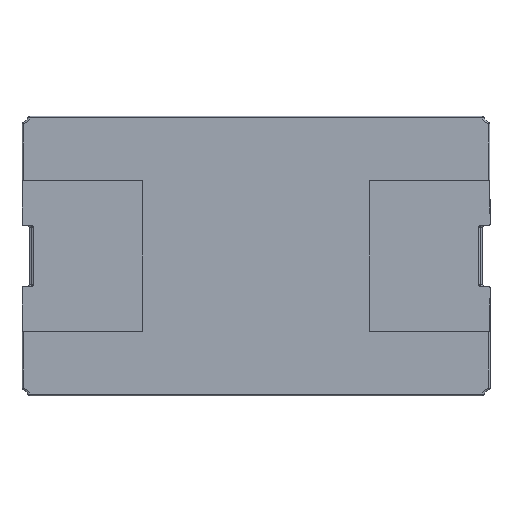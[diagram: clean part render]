
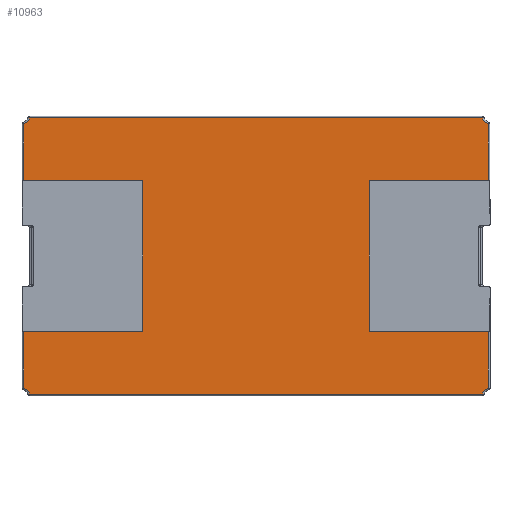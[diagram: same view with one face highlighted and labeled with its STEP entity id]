
A CAD part, front view. The second image highlights one B-rep face of the part: STEP entity #10963.
In plain terms, the highlighted planar face has unit normal (0, -1, 0).
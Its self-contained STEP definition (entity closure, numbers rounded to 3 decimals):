
#191 = CARTESIAN_POINT ( 'NONE',  ( -3.08, 0.05, -1. ) ) ;
#208 = CARTESIAN_POINT ( 'NONE',  ( -3.08, 0.05, -1.752 ) ) ;
#237 = EDGE_CURVE ( 'NONE', #9753, #7719, #951, .T. ) ;
#250 = ORIENTED_EDGE ( 'NONE', *, *, #834, .T. ) ;
#280 = ORIENTED_EDGE ( 'NONE', *, *, #7532, .T. ) ;
#386 = CARTESIAN_POINT ( 'NONE',  ( -3.1, 0.05, -1.85 ) ) ;
#406 = LINE ( 'NONE', #6617, #10960 ) ;
#548 = ORIENTED_EDGE ( 'NONE', *, *, #9447, .T. ) ;
#628 = ORIENTED_EDGE ( 'NONE', *, *, #2509, .T. ) ;
#656 = ORIENTED_EDGE ( 'NONE', *, *, #7551, .T. ) ;
#667 = CARTESIAN_POINT ( 'NONE',  ( 3.002, 0.05, -1.83 ) ) ;
#834 = EDGE_CURVE ( 'NONE', #6983, #9753, #9294, .T. ) ;
#874 = EDGE_CURVE ( 'NONE', #1267, #7463, #1568, .T. ) ;
#951 = CIRCLE ( 'NONE', #2399, 0.1 ) ;
#1104 = VECTOR ( 'NONE', #6940, 1000. ) ;
#1105 = CARTESIAN_POINT ( 'NONE',  ( 3.1, 0.05, -1.85 ) ) ;
#1116 = VERTEX_POINT ( 'NONE', #2424 ) ;
#1120 = DIRECTION ( 'NONE',  ( 0., 0., -1. ) ) ;
#1267 = VERTEX_POINT ( 'NONE', #2515 ) ;
#1282 = DIRECTION ( 'NONE',  ( 0., 0., 1. ) ) ;
#1424 = DIRECTION ( 'NONE',  ( 0., 0., 1. ) ) ;
#1499 = DIRECTION ( 'NONE',  ( -1., 0., 0. ) ) ;
#1568 = LINE ( 'NONE', #9356, #7052 ) ;
#1573 = EDGE_CURVE ( 'NONE', #9405, #13053, #12721, .T. ) ;
#1647 = CARTESIAN_POINT ( 'NONE',  ( 3.08, 0.05, 1. ) ) ;
#1743 = FACE_OUTER_BOUND ( 'NONE', #9024, .T. ) ;
#1762 = CARTESIAN_POINT ( 'NONE',  ( 3.08, 0.05, 1.77 ) ) ;
#1781 = CARTESIAN_POINT ( 'NONE',  ( -3.1, 0.05, 1.85 ) ) ;
#1922 = DIRECTION ( 'NONE',  ( 0., 1., 0. ) ) ;
#2060 = ORIENTED_EDGE ( 'NONE', *, *, #7522, .T. ) ;
#2106 = DIRECTION ( 'NONE',  ( 0., 0., 1. ) ) ;
#2365 = VERTEX_POINT ( 'NONE', #3091 ) ;
#2399 = AXIS2_PLACEMENT_3D ( 'NONE', #8080, #1922, #9097 ) ;
#2424 = CARTESIAN_POINT ( 'NONE',  ( 3.08, 0.05, -1.752 ) ) ;
#2438 = CARTESIAN_POINT ( 'NONE',  ( -3.1, 0.05, -1.85 ) ) ;
#2509 = EDGE_CURVE ( 'NONE', #4821, #1116, #4097, .T. ) ;
#2515 = CARTESIAN_POINT ( 'NONE',  ( -3.08, 0.05, 1. ) ) ;
#2517 = CARTESIAN_POINT ( 'NONE',  ( 3.02, 0.05, -1.83 ) ) ;
#2717 = ORIENTED_EDGE ( 'NONE', *, *, #237, .T. ) ;
#2788 = CARTESIAN_POINT ( 'NONE',  ( 3.002, 0.05, 1.83 ) ) ;
#2802 = VECTOR ( 'NONE', #12699, 1000. ) ;
#2808 = DIRECTION ( 'NONE',  ( 0., 0., 1. ) ) ;
#2820 = EDGE_CURVE ( 'NONE', #7463, #4037, #6644, .T. ) ;
#2939 = LINE ( 'NONE', #9957, #8415 ) ;
#3069 = VECTOR ( 'NONE', #9706, 1000. ) ;
#3081 = EDGE_CURVE ( 'NONE', #12547, #5028, #3242, .T. ) ;
#3091 = CARTESIAN_POINT ( 'NONE',  ( -3.08, 0.05, 1.752 ) ) ;
#3127 = LINE ( 'NONE', #5579, #7949 ) ;
#3242 = LINE ( 'NONE', #4554, #8397 ) ;
#3434 = CARTESIAN_POINT ( 'NONE',  ( 1.5, 0.05, 1. ) ) ;
#3483 = DIRECTION ( 'NONE',  ( 0., 0., 1. ) ) ;
#3512 = CARTESIAN_POINT ( 'NONE',  ( -3.002, 0.05, -1.83 ) ) ;
#3630 = VECTOR ( 'NONE', #8485, 1000. ) ;
#3651 = CARTESIAN_POINT ( 'NONE',  ( -3.002, 0.05, 1.83 ) ) ;
#3726 = AXIS2_PLACEMENT_3D ( 'NONE', #1781, #8953, #2808 ) ;
#3912 = VECTOR ( 'NONE', #1120, 1000. ) ;
#3978 = LINE ( 'NONE', #4078, #3630 ) ;
#4036 = LINE ( 'NONE', #9435, #11838 ) ;
#4037 = VERTEX_POINT ( 'NONE', #7378 ) ;
#4078 = CARTESIAN_POINT ( 'NONE',  ( -1.5, 0.05, -1. ) ) ;
#4097 = CIRCLE ( 'NONE', #5572, 0.1 ) ;
#4475 = PLANE ( 'NONE',  #5356 ) ;
#4554 = CARTESIAN_POINT ( 'NONE',  ( -3.08, 0.05, -1.85 ) ) ;
#4557 = VERTEX_POINT ( 'NONE', #3434 ) ;
#4821 = VERTEX_POINT ( 'NONE', #667 ) ;
#5028 = VERTEX_POINT ( 'NONE', #208 ) ;
#5105 = CIRCLE ( 'NONE', #3726, 0.1 ) ;
#5152 = ORIENTED_EDGE ( 'NONE', *, *, #2820, .T. ) ;
#5269 = DIRECTION ( 'NONE',  ( 1., 0., 0. ) ) ;
#5356 = AXIS2_PLACEMENT_3D ( 'NONE', #2438, #9623, #3483 ) ;
#5442 = EDGE_CURVE ( 'NONE', #13053, #4557, #2939, .T. ) ;
#5535 = LINE ( 'NONE', #7473, #2802 ) ;
#5572 = AXIS2_PLACEMENT_3D ( 'NONE', #1105, #8285, #2106 ) ;
#5579 = CARTESIAN_POINT ( 'NONE',  ( -3.08, 0.05, -1.85 ) ) ;
#5706 = ORIENTED_EDGE ( 'NONE', *, *, #1573, .T. ) ;
#5850 = DIRECTION ( 'NONE',  ( 0., 0., 1. ) ) ;
#5870 = ORIENTED_EDGE ( 'NONE', *, *, #3081, .T. ) ;
#6306 = ORIENTED_EDGE ( 'NONE', *, *, #5442, .T. ) ;
#6318 = VERTEX_POINT ( 'NONE', #3512 ) ;
#6360 = ORIENTED_EDGE ( 'NONE', *, *, #11061, .T. ) ;
#6465 = CARTESIAN_POINT ( 'NONE',  ( 1.5, 0.05, -1. ) ) ;
#6617 = CARTESIAN_POINT ( 'NONE',  ( -3.02, 0.05, 1.83 ) ) ;
#6644 = LINE ( 'NONE', #9278, #3912 ) ;
#6940 = DIRECTION ( 'NONE',  ( 0., 0., 1. ) ) ;
#6983 = VERTEX_POINT ( 'NONE', #1647 ) ;
#7007 = CARTESIAN_POINT ( 'NONE',  ( 3.08, 0.05, -1. ) ) ;
#7052 = VECTOR ( 'NONE', #5269, 1000. ) ;
#7378 = CARTESIAN_POINT ( 'NONE',  ( -1.5, 0.05, -1. ) ) ;
#7463 = VERTEX_POINT ( 'NONE', #10606 ) ;
#7473 = CARTESIAN_POINT ( 'NONE',  ( 3.1, 0.05, 1. ) ) ;
#7522 = EDGE_CURVE ( 'NONE', #4557, #6983, #5535, .T. ) ;
#7532 = EDGE_CURVE ( 'NONE', #7719, #8624, #406, .T. ) ;
#7551 = EDGE_CURVE ( 'NONE', #2365, #1267, #3127, .T. ) ;
#7556 = DIRECTION ( 'NONE',  ( 0., 1., 0. ) ) ;
#7719 = VERTEX_POINT ( 'NONE', #2788 ) ;
#7939 = CARTESIAN_POINT ( 'NONE',  ( 3.08, 0.05, 1.752 ) ) ;
#7949 = VECTOR ( 'NONE', #8662, 1000. ) ;
#8013 = AXIS2_PLACEMENT_3D ( 'NONE', #386, #7556, #1424 ) ;
#8080 = CARTESIAN_POINT ( 'NONE',  ( 3.1, 0.05, 1.85 ) ) ;
#8156 = DIRECTION ( 'NONE',  ( -1., 0., 0. ) ) ;
#8285 = DIRECTION ( 'NONE',  ( 0., 1., 0. ) ) ;
#8358 = EDGE_CURVE ( 'NONE', #5028, #6318, #9319, .T. ) ;
#8397 = VECTOR ( 'NONE', #10678, 1000. ) ;
#8415 = VECTOR ( 'NONE', #5850, 1000. ) ;
#8485 = DIRECTION ( 'NONE',  ( -1., 0., 0. ) ) ;
#8624 = VERTEX_POINT ( 'NONE', #3651 ) ;
#8662 = DIRECTION ( 'NONE',  ( 0., 0., -1. ) ) ;
#8953 = DIRECTION ( 'NONE',  ( 0., 1., 0. ) ) ;
#9024 = EDGE_LOOP ( 'NONE', ( #6360, #656, #11490, #5152, #548, #5870, #9038, #10753, #628, #12748, #5706, #6306, #2060, #250, #2717, #280 ) ) ;
#9038 = ORIENTED_EDGE ( 'NONE', *, *, #8358, .T. ) ;
#9097 = DIRECTION ( 'NONE',  ( 0., 0., 1. ) ) ;
#9278 = CARTESIAN_POINT ( 'NONE',  ( -1.5, 0.05, 1. ) ) ;
#9294 = LINE ( 'NONE', #1762, #1104 ) ;
#9319 = CIRCLE ( 'NONE', #8013, 0.1 ) ;
#9356 = CARTESIAN_POINT ( 'NONE',  ( -3.1, 0.05, 1. ) ) ;
#9405 = VERTEX_POINT ( 'NONE', #7007 ) ;
#9435 = CARTESIAN_POINT ( 'NONE',  ( 3.08, 0.05, -1. ) ) ;
#9447 = EDGE_CURVE ( 'NONE', #4037, #12547, #3978, .T. ) ;
#9623 = DIRECTION ( 'NONE',  ( 0., 1., 0. ) ) ;
#9706 = DIRECTION ( 'NONE',  ( 1., 0., 0. ) ) ;
#9753 = VERTEX_POINT ( 'NONE', #7939 ) ;
#9908 = EDGE_CURVE ( 'NONE', #6318, #4821, #10906, .T. ) ;
#9957 = CARTESIAN_POINT ( 'NONE',  ( 1.5, 0.05, 1. ) ) ;
#10317 = EDGE_CURVE ( 'NONE', #1116, #9405, #4036, .T. ) ;
#10606 = CARTESIAN_POINT ( 'NONE',  ( -1.5, 0.05, 1. ) ) ;
#10678 = DIRECTION ( 'NONE',  ( 0., 0., -1. ) ) ;
#10753 = ORIENTED_EDGE ( 'NONE', *, *, #9908, .T. ) ;
#10906 = LINE ( 'NONE', #2517, #3069 ) ;
#10960 = VECTOR ( 'NONE', #1499, 1000. ) ;
#10963 = ADVANCED_FACE ( 'NONE', ( #1743 ), #4475, .F. ) ;
#11061 = EDGE_CURVE ( 'NONE', #8624, #2365, #5105, .T. ) ;
#11490 = ORIENTED_EDGE ( 'NONE', *, *, #874, .T. ) ;
#11838 = VECTOR ( 'NONE', #1282, 1000. ) ;
#12184 = CARTESIAN_POINT ( 'NONE',  ( 1.5, 0.05, -1. ) ) ;
#12429 = VECTOR ( 'NONE', #8156, 1000. ) ;
#12547 = VERTEX_POINT ( 'NONE', #191 ) ;
#12699 = DIRECTION ( 'NONE',  ( 1., 0., 0. ) ) ;
#12721 = LINE ( 'NONE', #12184, #12429 ) ;
#12748 = ORIENTED_EDGE ( 'NONE', *, *, #10317, .T. ) ;
#13053 = VERTEX_POINT ( 'NONE', #6465 ) ;
